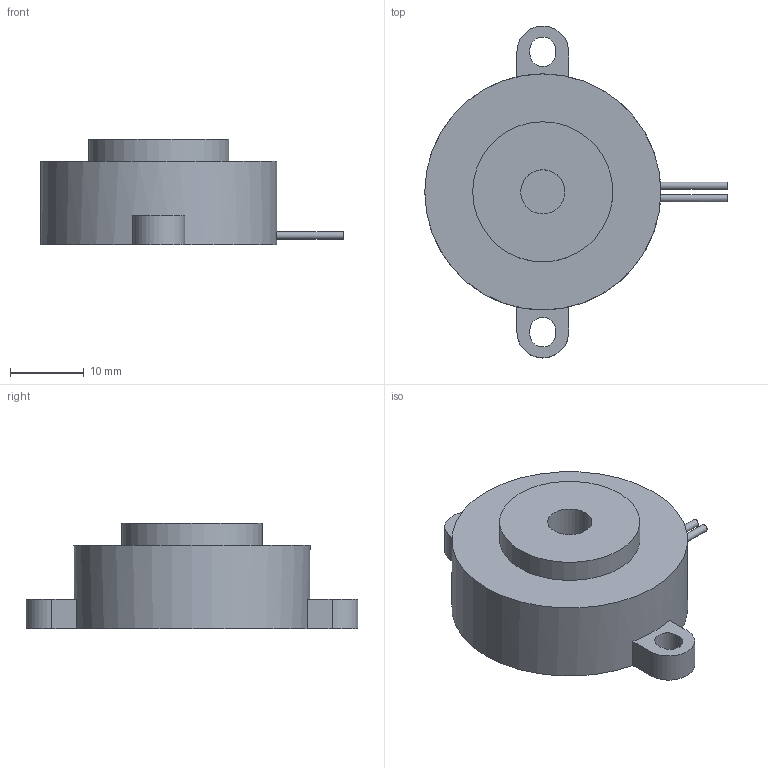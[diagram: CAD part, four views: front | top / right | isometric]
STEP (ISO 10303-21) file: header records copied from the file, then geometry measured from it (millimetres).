
FILE_DESCRIPTION(/* description */ ('Alibre Inc.'),/* implementation_level */ '2;1');
FILE_NAME(/* name */ 'export0',/* time_stamp */ '2018-03-24T15:50:31-05:00',/* author */ (''),/* organization */ (''),/* preprocessor_version */ 'ST-DEVELOPER v14',/* originating_system */ 'Alibre',/* authorisation */ '');
FILE_SCHEMA (('AUTOMOTIVE_DESIGN'));
Length unit declared in the file: centimetre
Bounding box: 41 x 45 x 14.3 mm (x, y, z)
Volume: 9908.2 mm3; surface area: 3469.5 mm2
Topology: 1 solids, 1 shells, 27 faces, 65 edges, 44 vertices
Faces by surface type: plane 16, cylinder 11
Full cylindrical faces by diameter (mm): 1 x2, 6 x1, 19 x1, 32 x1
Entity records: 810 total; most frequent: CARTESIAN_POINT 190, ORIENTED_EDGE 114, DIRECTION 114, EDGE_CURVE 57, AXIS2_PLACEMENT_3D 49, VERTEX_POINT 41, EDGE_LOOP 40, FACE_BOUND 40
